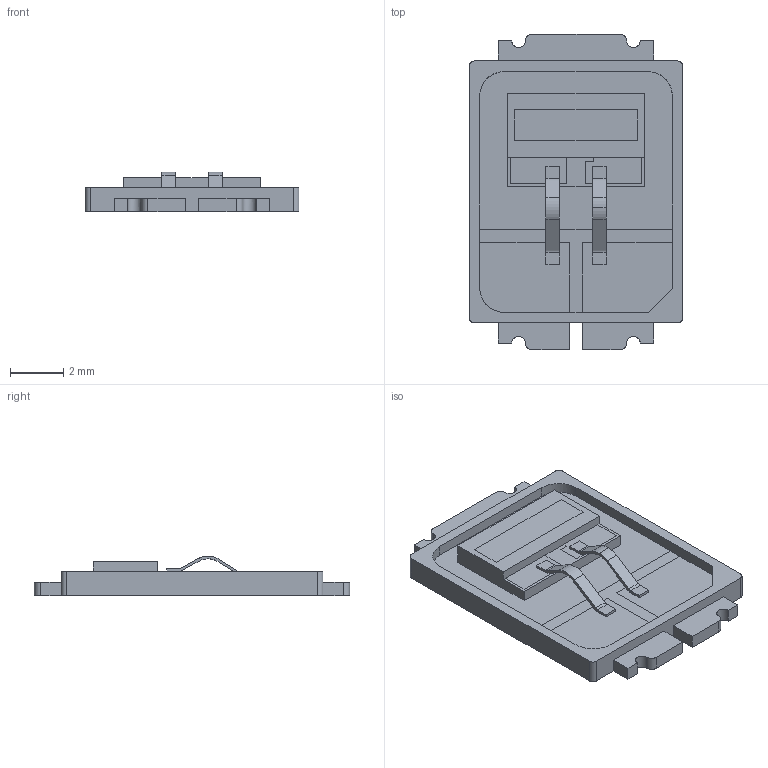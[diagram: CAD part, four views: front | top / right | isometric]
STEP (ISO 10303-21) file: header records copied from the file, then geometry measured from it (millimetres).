
FILE_DESCRIPTION (( 'STEP AP214' ), '1' );
FILE_NAME ('NC4W193F.STEP', '2020-12-10T02:36:46', ( '' ), ( '' ), 'SwSTEP 2.0', 'SolidWorks 2016', '' );
FILE_SCHEMA (( 'AUTOMOTIVE_DESIGN' ));
Length unit declared in the file: millimetre
Products named in the file (5): NC4W193F; 43; 44; 42; 41
Assembly tree (4 placements, depth 2):
  NC4W193F
    41
    42
    43
    44
Bounding box: 8 x 11.8 x 1.48 mm (x, y, z)
Volume: 62 mm3; surface area: 293.2 mm2
Topology: 5 solids, 5 shells, 139 faces, 389 edges, 262 vertices
Faces by surface type: plane 98, cylinder 41
Entity records: 4862 total; most frequent: CARTESIAN_POINT 1173, ORIENTED_EDGE 778, DIRECTION 641, EDGE_CURVE 389, LINE 293, VECTOR 293, VERTEX_POINT 262, AXIS2_PLACEMENT_3D 174
